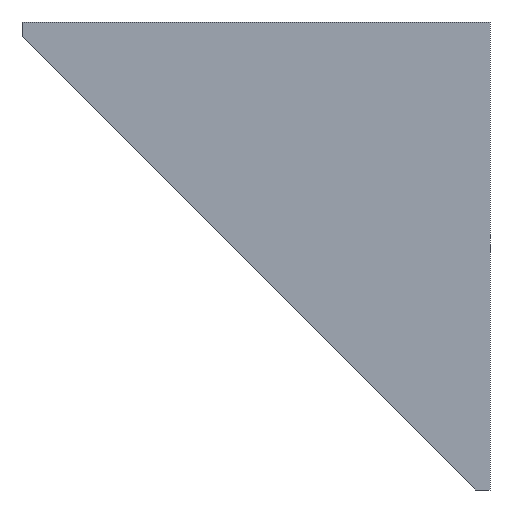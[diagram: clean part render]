
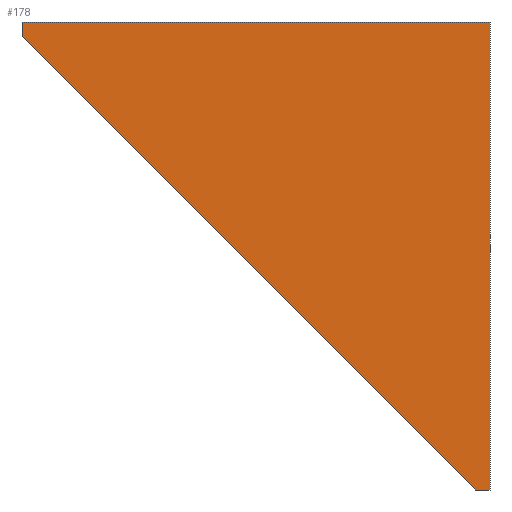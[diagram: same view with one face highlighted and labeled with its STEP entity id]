
A CAD part, front view. The second image highlights one B-rep face of the part: STEP entity #178.
In plain terms, the highlighted planar face has unit normal (0, -1, 0).
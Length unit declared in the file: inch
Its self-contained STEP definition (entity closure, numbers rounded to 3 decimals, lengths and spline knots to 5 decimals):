
#24=FACE_OUTER_BOUND('',#34,.T.);
#34=EDGE_LOOP('',(#154,#155,#156,#157,#158));
#35=LINE('',#259,#57);
#44=LINE('',#277,#66);
#47=LINE('',#283,#69);
#50=LINE('',#289,#72);
#53=LINE('',#294,#75);
#57=VECTOR('',#215,0.3937);
#66=VECTOR('',#230,0.3937);
#69=VECTOR('',#235,0.3937);
#72=VECTOR('',#240,0.3937);
#75=VECTOR('',#245,0.3937);
#79=VERTEX_POINT('',#257);
#80=VERTEX_POINT('',#258);
#86=VERTEX_POINT('',#276);
#88=VERTEX_POINT('',#282);
#90=VERTEX_POINT('',#288);
#93=EDGE_CURVE('',#79,#80,#35,.T.);
#102=EDGE_CURVE('',#86,#80,#44,.T.);
#105=EDGE_CURVE('',#88,#86,#47,.T.);
#108=EDGE_CURVE('',#90,#88,#50,.T.);
#111=EDGE_CURVE('',#79,#90,#53,.T.);
#154=ORIENTED_EDGE('',*,*,#102,.F.);
#155=ORIENTED_EDGE('',*,*,#105,.F.);
#156=ORIENTED_EDGE('',*,*,#108,.F.);
#157=ORIENTED_EDGE('',*,*,#111,.F.);
#158=ORIENTED_EDGE('',*,*,#93,.T.);
#168=PLANE('',#210);
#178=ADVANCED_FACE('',(#24),#168,.F.);
#210=AXIS2_PLACEMENT_3D('',#301,#253,#254);
#215=DIRECTION('',(0.707,0.,-0.707));
#230=DIRECTION('',(-1.,0.,0.));
#235=DIRECTION('',(0.,0.,-1.));
#240=DIRECTION('',(1.,0.,0.));
#245=DIRECTION('',(0.,0.,1.));
#253=DIRECTION('center_axis',(0.,1.,0.));
#254=DIRECTION('ref_axis',(0.,0.,1.));
#257=CARTESIAN_POINT('',(-4.,0.,-0.125));
#258=CARTESIAN_POINT('',(-0.125,0.,-4.));
#259=CARTESIAN_POINT('',(-4.,0.,-0.125));
#276=CARTESIAN_POINT('',(0.,0.,-4.));
#277=CARTESIAN_POINT('',(0.,0.,-4.));
#282=CARTESIAN_POINT('',(0.,0.,0.));
#283=CARTESIAN_POINT('',(0.,0.,0.));
#288=CARTESIAN_POINT('',(-4.,0.,0.));
#289=CARTESIAN_POINT('',(-4.,0.,0.));
#294=CARTESIAN_POINT('',(-4.,0.,-0.125));
#301=CARTESIAN_POINT('Origin',(-2.,0.,-2.));
